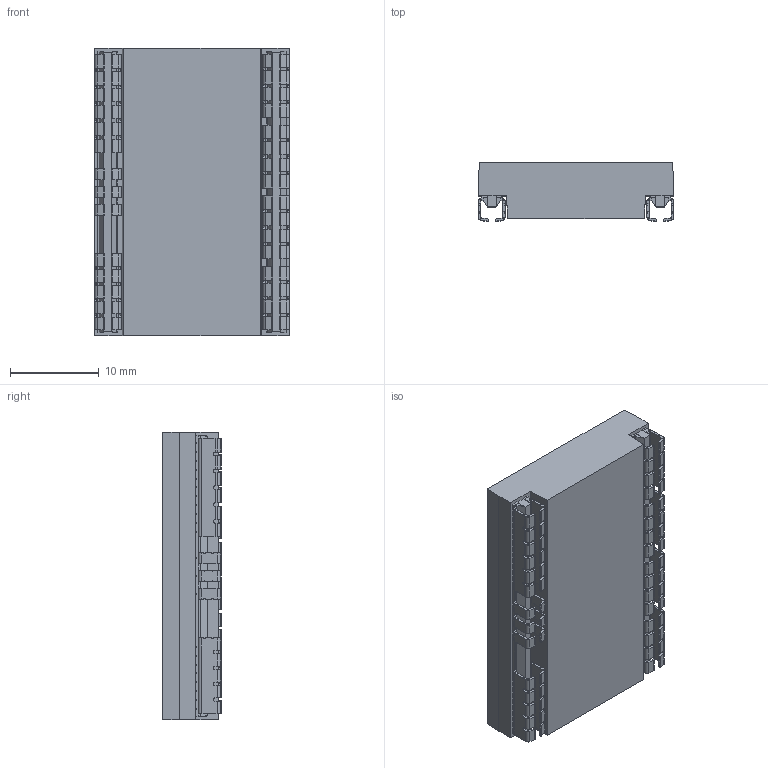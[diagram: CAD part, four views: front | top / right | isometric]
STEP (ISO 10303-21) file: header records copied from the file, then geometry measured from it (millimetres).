
FILE_DESCRIPTION (( 'STEP AP214' ), '1' );
FILE_NAME ('36057.STEP', '2011-03-02T17:32:09', ( 'ABC' ), ( 'ABC' ), 'SwSTEP 2.0', 'SolidWorks 2011', '' );
FILE_SCHEMA (( 'AUTOMOTIVE_DESIGN' ));
Length unit declared in the file: inch
Products named in the file (1): 36057
Bounding box: 22.01 x 6.65 x 32.5 mm (x, y, z)
Volume: 4195.6 mm3; surface area: 2970.3 mm2
Topology: 1 solids, 1 shells, 1554 faces, 4718 edges, 3120 vertices
Faces by surface type: plane 976, cylinder 578
Entity records: 73540 total; most frequent: CARTESIAN_POINT 10389, ORIENTED_EDGE 9436, DIRECTION 8560, EDGE_CURVE 4718, VECTOR 3498, LINE 3498, VERTEX_POINT 3120, AXIS2_PLACEMENT_3D 2531
